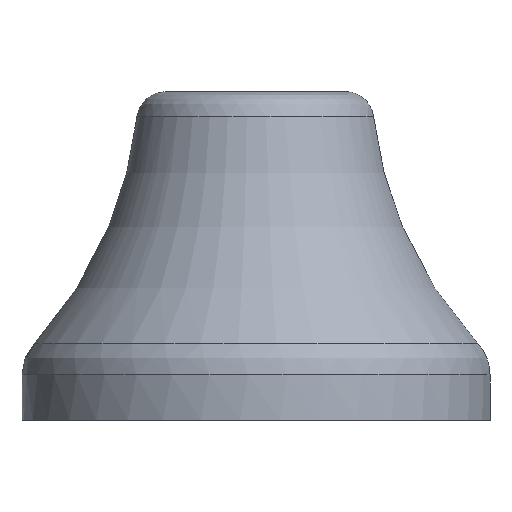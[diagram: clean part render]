
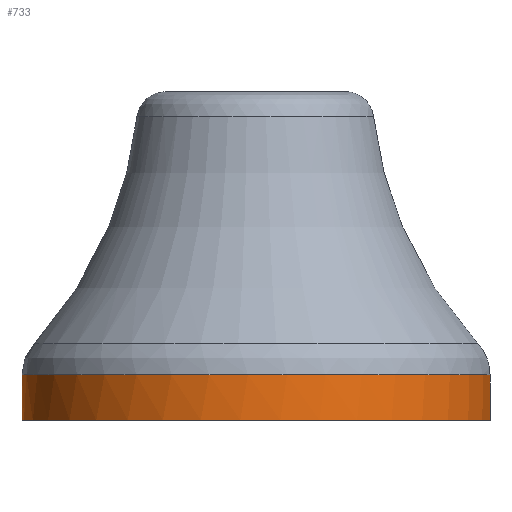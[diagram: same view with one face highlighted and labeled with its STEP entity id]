
A CAD part, left-side view. The second image highlights one B-rep face of the part: STEP entity #733.
In plain terms, the highlighted cylindrical face has radius 25 mm (diameter 50 mm), a partial arc.
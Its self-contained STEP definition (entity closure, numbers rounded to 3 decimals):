
#165 = EDGE_CURVE('',#166,#168,#170,.T.);
#166 = VERTEX_POINT('',#167);
#167 = CARTESIAN_POINT('',(2.604,-24.864,0.));
#168 = VERTEX_POINT('',#169);
#169 = CARTESIAN_POINT('',(25.,0.,0.));
#170 = CIRCLE('',#171,25.);
#171 = AXIS2_PLACEMENT_3D('',#172,#173,#174);
#172 = CARTESIAN_POINT('',(0.,0.,0.));
#173 = DIRECTION('',(0.,0.,1.));
#174 = DIRECTION('',(1.,0.,0.));
#176 = EDGE_CURVE('',#168,#177,#179,.T.);
#177 = VERTEX_POINT('',#178);
#178 = CARTESIAN_POINT('',(-2.604,-24.864,0.));
#179 = CIRCLE('',#180,25.);
#180 = AXIS2_PLACEMENT_3D('',#181,#182,#183);
#181 = CARTESIAN_POINT('',(0.,0.,0.));
#182 = DIRECTION('',(0.,0.,1.));
#183 = DIRECTION('',(1.,0.,0.));
#253 = EDGE_CURVE('',#166,#254,#256,.T.);
#254 = VERTEX_POINT('',#255);
#255 = CARTESIAN_POINT('',(2.604,-24.864,4.829
    ));
#256 = LINE('',#257,#258);
#257 = CARTESIAN_POINT('',(2.604,-24.864,0.));
#258 = VECTOR('',#259,1.);
#259 = DIRECTION('',(0.,0.,1.));
#733 = ADVANCED_FACE('',(#734),#791,.T.);
#734 = FACE_BOUND('',#735,.F.);
#735 = EDGE_LOOP('',(#736,#782,#788,#789,#790));
#736 = ORIENTED_EDGE('',*,*,#737,.F.);
#737 = EDGE_CURVE('',#738,#254,#740,.T.);
#738 = VERTEX_POINT('',#739);
#739 = CARTESIAN_POINT('',(-2.604,-24.864,
    4.829));
#740 = B_SPLINE_CURVE_WITH_KNOTS('',14,(#741,#742,#743,#744,#745,#746,
    #747,#748,#749,#750,#751,#752,#753,#754,#755,#756,#757,#758,#759,
    #760,#761,#762,#763,#764,#765,#766,#767,#768,#769,#770,#771,#772,
    #773,#774,#775,#776,#777,#778,#779,#780,#781),.UNSPECIFIED.,.F.,.F.,
  (15,13,13,15),(-6.371,0.,154.078,
    160.449),.UNSPECIFIED.);
#741 = CARTESIAN_POINT('',(4.859,-25.337,4.829));
#742 = CARTESIAN_POINT('',(4.399,-25.31,4.829)
  );
#743 = CARTESIAN_POINT('',(3.94,-25.282,4.829)
  );
#744 = CARTESIAN_POINT('',(3.482,-25.254,4.829)
  );
#745 = CARTESIAN_POINT('',(3.024,-25.227,4.829)
  );
#746 = CARTESIAN_POINT('',(2.568,-25.199,4.829)
  );
#747 = CARTESIAN_POINT('',(2.112,-25.172,4.829));
#748 = CARTESIAN_POINT('',(1.657,-25.145,4.829)
  );
#749 = CARTESIAN_POINT('',(1.204,-25.117,4.829)
  );
#750 = CARTESIAN_POINT('',(0.751,-25.09,4.829)
  );
#751 = CARTESIAN_POINT('',(0.299,-25.063,4.829)
  );
#752 = CARTESIAN_POINT('',(-0.152,-25.036,4.829
    ));
#753 = CARTESIAN_POINT('',(-0.602,-25.009,4.829)
  );
#754 = CARTESIAN_POINT('',(-1.052,-24.982,4.829
    ));
#755 = CARTESIAN_POINT('',(-12.343,-24.303,
    4.829));
#756 = CARTESIAN_POINT('',(-23.136,-18.562,
    4.829));
#757 = CARTESIAN_POINT('',(-31.015,-7.52,
    4.829));
#758 = CARTESIAN_POINT('',(-32.979,7.057,4.829
    ));
#759 = CARTESIAN_POINT('',(-27.525,21.292,
    4.829));
#760 = CARTESIAN_POINT('',(-16.494,32.022,4.829
    ));
#761 = CARTESIAN_POINT('',(0.,37.145,
    4.829));
#762 = CARTESIAN_POINT('',(16.494,32.022,
    4.829));
#763 = CARTESIAN_POINT('',(27.525,21.292,
    4.829));
#764 = CARTESIAN_POINT('',(32.979,7.057,4.829)
  );
#765 = CARTESIAN_POINT('',(31.015,-7.52,4.829
    ));
#766 = CARTESIAN_POINT('',(23.136,-18.562,
    4.829));
#767 = CARTESIAN_POINT('',(12.343,-24.303,
    4.829));
#768 = CARTESIAN_POINT('',(1.052,-24.982,4.829)
  );
#769 = CARTESIAN_POINT('',(0.602,-25.009,4.829)
  );
#770 = CARTESIAN_POINT('',(0.152,-25.036,4.829)
  );
#771 = CARTESIAN_POINT('',(-0.299,-25.063,4.829
    ));
#772 = CARTESIAN_POINT('',(-0.751,-25.09,4.829
    ));
#773 = CARTESIAN_POINT('',(-1.204,-25.117,4.829
    ));
#774 = CARTESIAN_POINT('',(-1.657,-25.145,4.829
    ));
#775 = CARTESIAN_POINT('',(-2.112,-25.172,4.829)
  );
#776 = CARTESIAN_POINT('',(-2.568,-25.199,4.829
    ));
#777 = CARTESIAN_POINT('',(-3.024,-25.227,4.829
    ));
#778 = CARTESIAN_POINT('',(-3.482,-25.254,4.829
    ));
#779 = CARTESIAN_POINT('',(-3.94,-25.282,4.829
    ));
#780 = CARTESIAN_POINT('',(-4.399,-25.31,4.829
    ));
#781 = CARTESIAN_POINT('',(-4.859,-25.337,4.829)
  );
#782 = ORIENTED_EDGE('',*,*,#783,.F.);
#783 = EDGE_CURVE('',#177,#738,#784,.T.);
#784 = LINE('',#785,#786);
#785 = CARTESIAN_POINT('',(-2.604,-24.864,0.));
#786 = VECTOR('',#787,1.);
#787 = DIRECTION('',(0.,0.,1.));
#788 = ORIENTED_EDGE('',*,*,#176,.F.);
#789 = ORIENTED_EDGE('',*,*,#165,.F.);
#790 = ORIENTED_EDGE('',*,*,#253,.T.);
#791 = CYLINDRICAL_SURFACE('',#792,25.);
#792 = AXIS2_PLACEMENT_3D('',#793,#794,#795);
#793 = CARTESIAN_POINT('',(0.,0.,0.));
#794 = DIRECTION('',(-0.,-0.,-1.));
#795 = DIRECTION('',(1.,0.,0.));
